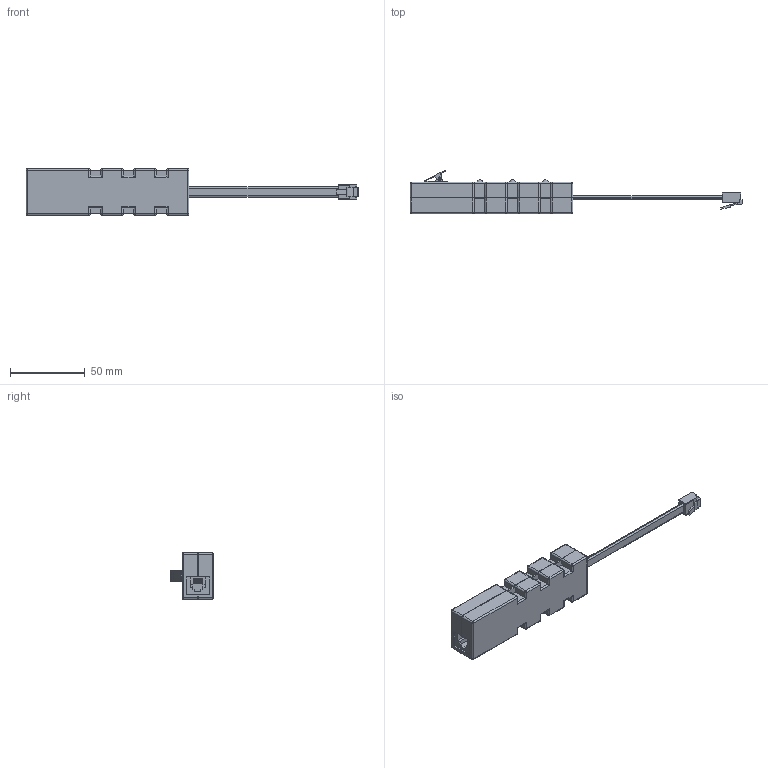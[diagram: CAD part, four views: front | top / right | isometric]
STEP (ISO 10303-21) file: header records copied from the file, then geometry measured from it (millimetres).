
FILE_DESCRIPTION (( 'STEP AP214' ), '1' );
FILE_NAME ('EC-LMTJ.STEP', '2018-08-31T15:58:07', ( '' ), ( '' ), 'SwSTEP 2.0', 'SolidWorks 2017', '' );
FILE_SCHEMA (( 'AUTOMOTIVE_DESIGN' ));
Length unit declared in the file: inch
Products named in the file (7): EC-LNTJ-MA1; EC-LMTJ; EC-LNTJ-MA2; 1AD01-010_with crimped pins; 1AD01-008-MA1; 1AD01-010_NO PIN DESIGNATION
Assembly tree (11 placements, depth 3):
  EC-LMTJ
    EC-LMTJ
    1AD01-010_with crimped pins
      1AD01-010_NO PIN DESIGNATION
      1AD01-008-MA1  x6
    EC-LNTJ-MA1
    EC-LNTJ-MA2
Bounding box: 222.56 x 28.97 x 31.24 mm (x, y, z)
Volume: 68882.8 mm3; surface area: 17886 mm2
Topology: 16 solids, 16 shells, 849 faces, 2243 edges, 1400 vertices
Faces by surface type: plane 534, cylinder 215, sphere 47, bspline 39, torus 14
Entity records: 25031 total; most frequent: CARTESIAN_POINT 6471, ORIENTED_EDGE 3660, DIRECTION 3422, EDGE_CURVE 1830, LINE 1364, VECTOR 1364, VERTEX_POINT 1154, AXIS2_PLACEMENT_3D 1029
